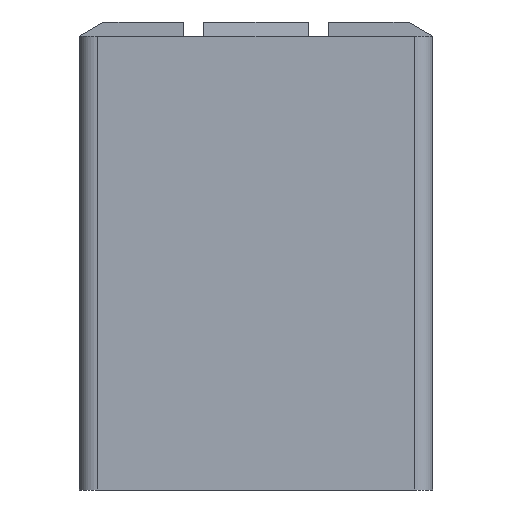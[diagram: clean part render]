
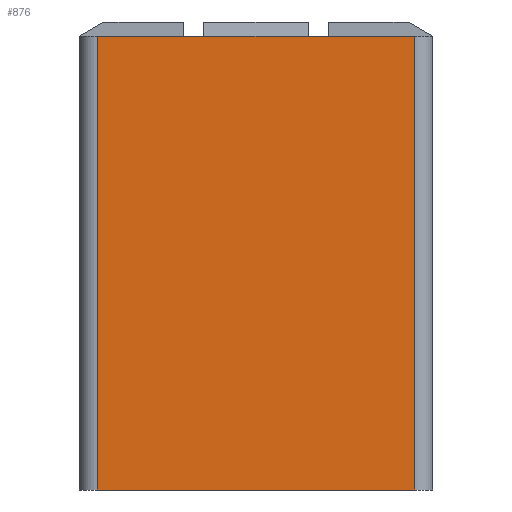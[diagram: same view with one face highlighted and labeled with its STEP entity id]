
A CAD part, left-side view. The second image highlights one B-rep face of the part: STEP entity #876.
In plain terms, the highlighted planar face has unit normal (-1, 0, 0).
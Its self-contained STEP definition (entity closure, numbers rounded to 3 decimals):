
#12 = DIRECTION ( 'NONE',  ( 0., 1., 0. ) ) ;
#27 = ORIENTED_EDGE ( 'NONE', *, *, #444, .F. ) ;
#63 = ORIENTED_EDGE ( 'NONE', *, *, #160, .T. ) ;
#78 = VECTOR ( 'NONE', #1477, 1000. ) ;
#134 = CARTESIAN_POINT ( 'NONE',  ( -10., -9., 25.7 ) ) ;
#160 = EDGE_CURVE ( 'NONE', #297, #959, #607, .T. ) ;
#167 = EDGE_CURVE ( 'NONE', #575, #297, #1480, .T. ) ;
#174 = CARTESIAN_POINT ( 'NONE',  ( -10., 9., 0. ) ) ;
#178 = VERTEX_POINT ( 'NONE', #623 ) ;
#197 = ORIENTED_EDGE ( 'NONE', *, *, #842, .T. ) ;
#260 = DIRECTION ( 'NONE',  ( 0., -1., 0. ) ) ;
#267 = CARTESIAN_POINT ( 'NONE',  ( -10., 9., 25.7 ) ) ;
#279 = EDGE_LOOP ( 'NONE', ( #63, #197, #694, #1387, #27, #1194 ) ) ;
#297 = VERTEX_POINT ( 'NONE', #174 ) ;
#383 = DIRECTION ( 'NONE',  ( 0., 0., -1. ) ) ;
#397 = LINE ( 'NONE', #743, #1627 ) ;
#444 = EDGE_CURVE ( 'NONE', #575, #655, #1618, .T. ) ;
#512 = VECTOR ( 'NONE', #260, 1000. ) ;
#575 = VERTEX_POINT ( 'NONE', #1235 ) ;
#591 = CARTESIAN_POINT ( 'NONE',  ( -10., -10., 25.7 ) ) ;
#604 = DIRECTION ( 'NONE',  ( 0., 0., -1. ) ) ;
#607 = LINE ( 'NONE', #898, #512 ) ;
#623 = CARTESIAN_POINT ( 'NONE',  ( -10., -2.95, 25.7 ) ) ;
#655 = VERTEX_POINT ( 'NONE', #1628 ) ;
#660 = VECTOR ( 'NONE', #12, 1000. ) ;
#694 = ORIENTED_EDGE ( 'NONE', *, *, #1254, .F. ) ;
#700 = EDGE_CURVE ( 'NONE', #178, #655, #1250, .T. ) ;
#743 = CARTESIAN_POINT ( 'NONE',  ( -10., -9., 25.7 ) ) ;
#760 = CARTESIAN_POINT ( 'NONE',  ( -10., 2.95, 25.7 ) ) ;
#842 = EDGE_CURVE ( 'NONE', #959, #979, #397, .T. ) ;
#876 = ADVANCED_FACE ( 'NONE', ( #1163 ), #1502, .F. ) ;
#898 = CARTESIAN_POINT ( 'NONE',  ( -10., -10., 0. ) ) ;
#959 = VERTEX_POINT ( 'NONE', #1005 ) ;
#979 = VERTEX_POINT ( 'NONE', #134 ) ;
#1005 = CARTESIAN_POINT ( 'NONE',  ( -10., -9., 0. ) ) ;
#1073 = VECTOR ( 'NONE', #1321, 1000. ) ;
#1075 = AXIS2_PLACEMENT_3D ( 'NONE', #1228, #1609, #604 ) ;
#1112 = DIRECTION ( 'NONE',  ( 0., 0., 1. ) ) ;
#1155 = VECTOR ( 'NONE', #383, 1000. ) ;
#1163 = FACE_OUTER_BOUND ( 'NONE', #279, .T. ) ;
#1194 = ORIENTED_EDGE ( 'NONE', *, *, #167, .T. ) ;
#1228 = CARTESIAN_POINT ( 'NONE',  ( -10., -10., 25.7 ) ) ;
#1235 = CARTESIAN_POINT ( 'NONE',  ( -10., 9., 25.7 ) ) ;
#1250 = LINE ( 'NONE', #760, #660 ) ;
#1254 = EDGE_CURVE ( 'NONE', #178, #979, #1580, .T. ) ;
#1309 = CARTESIAN_POINT ( 'NONE',  ( -10., -10., 25.7 ) ) ;
#1321 = DIRECTION ( 'NONE',  ( 0., -1., 0. ) ) ;
#1387 = ORIENTED_EDGE ( 'NONE', *, *, #700, .T. ) ;
#1477 = DIRECTION ( 'NONE',  ( 0., -1., 0. ) ) ;
#1480 = LINE ( 'NONE', #267, #1155 ) ;
#1502 = PLANE ( 'NONE',  #1075 ) ;
#1580 = LINE ( 'NONE', #1309, #1073 ) ;
#1609 = DIRECTION ( 'NONE',  ( 1., 0., 0. ) ) ;
#1618 = LINE ( 'NONE', #591, #78 ) ;
#1627 = VECTOR ( 'NONE', #1112, 1000. ) ;
#1628 = CARTESIAN_POINT ( 'NONE',  ( -10., 2.95, 25.7 ) ) ;
